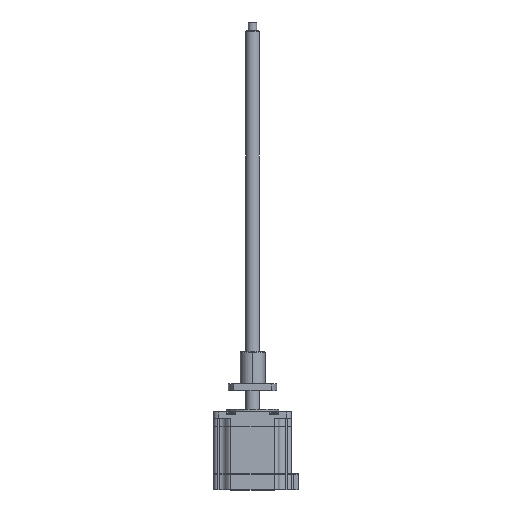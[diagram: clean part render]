
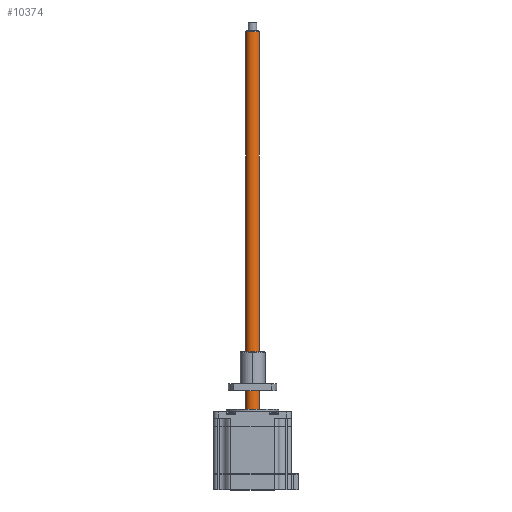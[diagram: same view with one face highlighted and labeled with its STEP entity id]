
A CAD part, top view. The second image highlights one B-rep face of the part: STEP entity #10374.
In plain terms, the highlighted cylindrical face has radius 5 mm (diameter 10 mm), a partial arc.
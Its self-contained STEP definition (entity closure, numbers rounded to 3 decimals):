
#244 = VECTOR ( 'NONE', #4998, 1000. ) ;
#405 = FACE_OUTER_BOUND ( 'NONE', #1219, .T. ) ;
#935 = CARTESIAN_POINT ( 'NONE',  ( -11.379, -15.672, 63.632 ) ) ;
#1219 = EDGE_LOOP ( 'NONE', ( #4677, #3425, #10740, #9516 ) ) ;
#1499 = DIRECTION ( 'NONE',  ( -1., 0., 0.004 ) ) ;
#1528 = VERTEX_POINT ( 'NONE', #9410 ) ;
#1554 = CARTESIAN_POINT ( 'NONE',  ( -11.379, 258.328, 63.632 ) ) ;
#1752 = AXIS2_PLACEMENT_3D ( 'NONE', #9712, #3845, #10718 ) ;
#2357 = AXIS2_PLACEMENT_3D ( 'NONE', #4525, #7442, #1499 ) ;
#2826 = CYLINDRICAL_SURFACE ( 'NONE', #2357, 5. ) ;
#3123 = CARTESIAN_POINT ( 'NONE',  ( -21.379, 258.328, 63.668 ) ) ;
#3353 = VECTOR ( 'NONE', #10055, 1000. ) ;
#3425 = ORIENTED_EDGE ( 'NONE', *, *, #9625, .T. ) ;
#3845 = DIRECTION ( 'NONE',  ( 0., -1., 0. ) ) ;
#4009 = CARTESIAN_POINT ( 'NONE',  ( -11.379, 259.328, 63.632 ) ) ;
#4525 = CARTESIAN_POINT ( 'NONE',  ( -16.379, 259.328, 63.65 ) ) ;
#4657 = DIRECTION ( 'NONE',  ( 0., -1., 0. ) ) ;
#4677 = ORIENTED_EDGE ( 'NONE', *, *, #10617, .F. ) ;
#4998 = DIRECTION ( 'NONE',  ( 0., -1., 0. ) ) ;
#5602 = LINE ( 'NONE', #4009, #244 ) ;
#5935 = CIRCLE ( 'NONE', #1752, 5. ) ;
#6913 = VERTEX_POINT ( 'NONE', #1554 ) ;
#7046 = EDGE_CURVE ( 'NONE', #12419, #1528, #11245, .T. ) ;
#7442 = DIRECTION ( 'NONE',  ( 0., -1., 0. ) ) ;
#9134 = AXIS2_PLACEMENT_3D ( 'NONE', #10514, #4657, #11552 ) ;
#9410 = CARTESIAN_POINT ( 'NONE',  ( -21.379, -15.672, 63.668 ) ) ;
#9421 = CIRCLE ( 'NONE', #9134, 5. ) ;
#9516 = ORIENTED_EDGE ( 'NONE', *, *, #10970, .F. ) ;
#9625 = EDGE_CURVE ( 'NONE', #6913, #12419, #5935, .T. ) ;
#9712 = CARTESIAN_POINT ( 'NONE',  ( -16.379, 258.328, 63.65 ) ) ;
#10042 = VERTEX_POINT ( 'NONE', #935 ) ;
#10055 = DIRECTION ( 'NONE',  ( 0., -1., 0. ) ) ;
#10374 = ADVANCED_FACE ( 'NONE', ( #405 ), #2826, .T. ) ;
#10514 = CARTESIAN_POINT ( 'NONE',  ( -16.379, -15.672, 63.65 ) ) ;
#10617 = EDGE_CURVE ( 'NONE', #6913, #10042, #5602, .T. ) ;
#10718 = DIRECTION ( 'NONE',  ( 1., 0., -0.004 ) ) ;
#10740 = ORIENTED_EDGE ( 'NONE', *, *, #7046, .T. ) ;
#10970 = EDGE_CURVE ( 'NONE', #10042, #1528, #9421, .T. ) ;
#11245 = LINE ( 'NONE', #12063, #3353 ) ;
#11552 = DIRECTION ( 'NONE',  ( -1., 0., 0.004 ) ) ;
#12063 = CARTESIAN_POINT ( 'NONE',  ( -21.379, 259.328, 63.668 ) ) ;
#12419 = VERTEX_POINT ( 'NONE', #3123 ) ;
